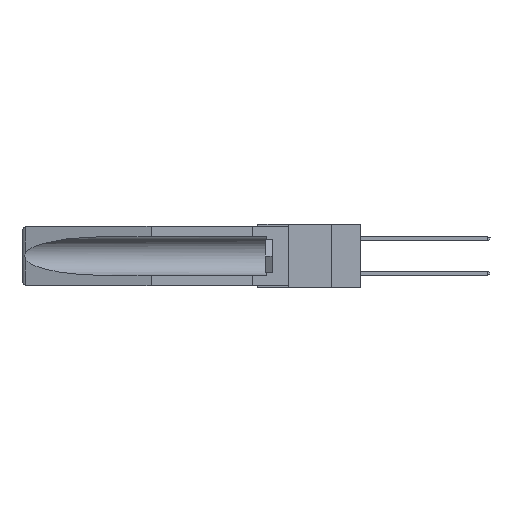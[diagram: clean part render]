
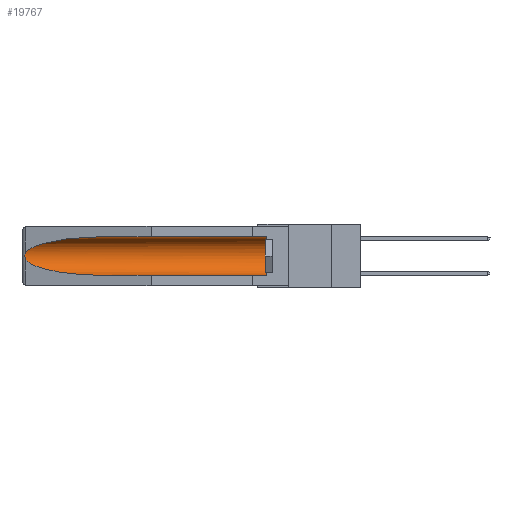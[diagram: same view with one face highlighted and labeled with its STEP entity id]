
A CAD part, left-side view. The second image highlights one B-rep face of the part: STEP entity #19767.
In plain terms, the highlighted cylindrical face has radius 2.857 mm (diameter 5.715 mm), a partial arc.
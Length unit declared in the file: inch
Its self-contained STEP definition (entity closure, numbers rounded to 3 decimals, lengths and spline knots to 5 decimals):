
#394 = CARTESIAN_POINT ( 'NONE',  ( 0.26537, 1.52718, -0.14972 ) ) ;
#567 = CARTESIAN_POINT ( 'NONE',  ( 0.26537, 1.52718, -0.19328 ) ) ;
#571 = ORIENTED_EDGE ( 'NONE', *, *, #4834, .T. ) ;
#1294 = VERTEX_POINT ( 'NONE', #25635 ) ;
#1863 =( BOUNDED_CURVE ( )  B_SPLINE_CURVE ( 3, ( #19817, #26703, #17407, #20108 ),
 .UNSPECIFIED., .F., .F. ) 
 B_SPLINE_CURVE_WITH_KNOTS ( ( 4, 4 ),
 ( 0.1948, 1.5708 ),
 .UNSPECIFIED. ) 
 CURVE ( )  GEOMETRIC_REPRESENTATION_ITEM ( )  RATIONAL_B_SPLINE_CURVE ( ( 1., 0.848, 0.848, 1. ) ) 
 REPRESENTATION_ITEM ( '' )  );
#1911 = CARTESIAN_POINT ( 'NONE',  ( 0.2673, 1.53269, -0.17917 ) ) ;
#2210 = CARTESIAN_POINT ( 'NONE',  ( 0.2675, 1.53308, -0.16763 ) ) ;
#3355 = VERTEX_POINT ( 'NONE', #21162 ) ;
#3834 = EDGE_CURVE ( 'NONE', #1294, #3355, #28862, .T. ) ;
#4222 = LINE ( 'NONE', #13122, #22282 ) ;
#4255 = CARTESIAN_POINT ( 'NONE',  ( 0.26537, 1.52718, -0.19328 ) ) ;
#4472 = CARTESIAN_POINT ( 'NONE',  ( 0.26537, 1.52718, -0.14972 ) ) ;
#4834 = EDGE_CURVE ( 'NONE', #16314, #24840, #9479, .T. ) ;
#5161 = CARTESIAN_POINT ( 'NONE',  ( 0.21114, 1.30732, -0.059 ) ) ;
#5196 = VERTEX_POINT ( 'NONE', #10560 ) ;
#5803 = EDGE_CURVE ( 'NONE', #29250, #3355, #1863, .T. ) ;
#6322 = CYLINDRICAL_SURFACE ( 'NONE', #23941, 0.1125 ) ;
#6770 = CARTESIAN_POINT ( 'NONE',  ( 0.26597, 1.52961, -0.15275 ) ) ;
#7274 = CARTESIAN_POINT ( 'NONE',  ( 0.25451, 1.48313, -0.09465 ) ) ;
#7806 = VECTOR ( 'NONE', #12781, 39.37008 ) ;
#9188 = CARTESIAN_POINT ( 'NONE',  ( 0.155, 0.126, -0.1715 ) ) ;
#9479 =( BOUNDED_CURVE ( )  B_SPLINE_CURVE ( 3, ( #10375, #5161, #7274, #394 ),
 .UNSPECIFIED., .F., .F. ) 
 B_SPLINE_CURVE_WITH_KNOTS ( ( 4, 4 ),
 ( 4.71239, 6.08839 ),
 .UNSPECIFIED. ) 
 CURVE ( )  GEOMETRIC_REPRESENTATION_ITEM ( )  RATIONAL_B_SPLINE_CURVE ( ( 1., 0.848, 0.848, 1. ) ) 
 REPRESENTATION_ITEM ( '' )  );
#10375 = CARTESIAN_POINT ( 'NONE',  ( 0.155, 1.07973, -0.059 ) ) ;
#10452 = CARTESIAN_POINT ( 'NONE',  ( 0.155, -0.30754, -0.284 ) ) ;
#10466 = ORIENTED_EDGE ( 'NONE', *, *, #18435, .T. ) ;
#10560 = CARTESIAN_POINT ( 'NONE',  ( 0.155, 0.126, -0.059 ) ) ;
#10687 = DIRECTION ( 'NONE',  ( 0., 1., 0. ) ) ;
#10690 = ORIENTED_EDGE ( 'NONE', *, *, #5803, .T. ) ;
#12025 = EDGE_LOOP ( 'NONE', ( #571, #22252, #10690, #28059, #10466, #12892 ) ) ;
#12781 = DIRECTION ( 'NONE',  ( 0., 1., 0. ) ) ;
#12892 = ORIENTED_EDGE ( 'NONE', *, *, #22298, .T. ) ;
#13122 = CARTESIAN_POINT ( 'NONE',  ( 0.155, -0.30754, -0.059 ) ) ;
#14390 = AXIS2_PLACEMENT_3D ( 'NONE', #9188, #15815, #25513 ) ;
#15815 = DIRECTION ( 'NONE',  ( 0., -1., 0. ) ) ;
#16314 = VERTEX_POINT ( 'NONE', #22853 ) ;
#17407 = CARTESIAN_POINT ( 'NONE',  ( 0.21114, 1.30732, -0.284 ) ) ;
#17970 = CARTESIAN_POINT ( 'NONE',  ( 0.26655, 1.53094, -0.18657 ) ) ;
#18077 = CARTESIAN_POINT ( 'NONE',  ( 0.26597, 1.5296, -0.19026 ) ) ;
#18435 = EDGE_CURVE ( 'NONE', #1294, #5196, #25246, .T. ) ;
#18603 = FACE_OUTER_BOUND ( 'NONE', #12025, .T. ) ;
#19767 = ADVANCED_FACE ( 'NONE', ( #18603 ), #6322, .F. ) ;
#19816 = B_SPLINE_CURVE_WITH_KNOTS ( 'NONE', 3,
 ( #4472, #6770, #22718, #20592, #2210, #20496, #1911, #17970, #18077, #4255 ),
 .UNSPECIFIED., .F., .F.,
 ( 4, 2, 2, 2, 4 ),
 ( 0., 0.00029, 0.00058, 0.00087, 0.00117 ),
 .UNSPECIFIED. ) ;
#19817 = CARTESIAN_POINT ( 'NONE',  ( 0.26537, 1.52718, -0.19328 ) ) ;
#20108 = CARTESIAN_POINT ( 'NONE',  ( 0.155, 1.07973, -0.284 ) ) ;
#20496 = CARTESIAN_POINT ( 'NONE',  ( 0.2675, 1.53308, -0.17534 ) ) ;
#20592 = CARTESIAN_POINT ( 'NONE',  ( 0.2673, 1.5327, -0.16383 ) ) ;
#21162 = CARTESIAN_POINT ( 'NONE',  ( 0.155, 1.07973, -0.284 ) ) ;
#21752 = CARTESIAN_POINT ( 'NONE',  ( 0.155, -0.30754, -0.1715 ) ) ;
#22252 = ORIENTED_EDGE ( 'NONE', *, *, #25604, .T. ) ;
#22282 = VECTOR ( 'NONE', #10687, 39.37008 ) ;
#22298 = EDGE_CURVE ( 'NONE', #5196, #16314, #4222, .T. ) ;
#22718 = CARTESIAN_POINT ( 'NONE',  ( 0.26654, 1.53092, -0.15636 ) ) ;
#22853 = CARTESIAN_POINT ( 'NONE',  ( 0.155, 1.07973, -0.059 ) ) ;
#23941 = AXIS2_PLACEMENT_3D ( 'NONE', #21752, #29221, #24136 ) ;
#24136 = DIRECTION ( 'NONE',  ( 0., 0., 1. ) ) ;
#24840 = VERTEX_POINT ( 'NONE', #25728 ) ;
#25246 = CIRCLE ( 'NONE', #14390, 0.1125 ) ;
#25513 = DIRECTION ( 'NONE',  ( 0., 0., 1. ) ) ;
#25604 = EDGE_CURVE ( 'NONE', #24840, #29250, #19816, .T. ) ;
#25635 = CARTESIAN_POINT ( 'NONE',  ( 0.155, 0.126, -0.284 ) ) ;
#25728 = CARTESIAN_POINT ( 'NONE',  ( 0.26537, 1.52718, -0.14972 ) ) ;
#26703 = CARTESIAN_POINT ( 'NONE',  ( 0.25451, 1.48313, -0.24835 ) ) ;
#28059 = ORIENTED_EDGE ( 'NONE', *, *, #3834, .F. ) ;
#28862 = LINE ( 'NONE', #10452, #7806 ) ;
#29221 = DIRECTION ( 'NONE',  ( 0., 1., 0. ) ) ;
#29250 = VERTEX_POINT ( 'NONE', #567 ) ;
